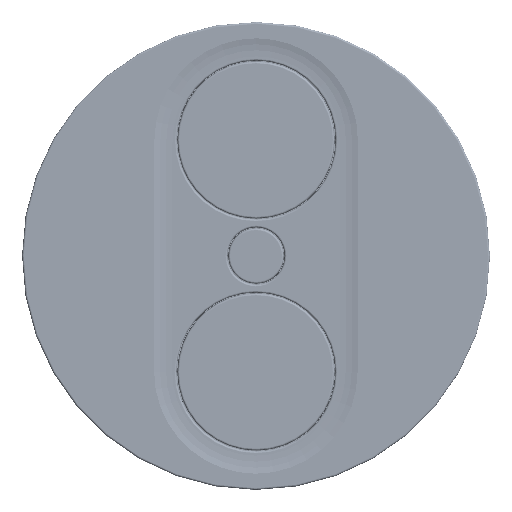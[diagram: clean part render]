
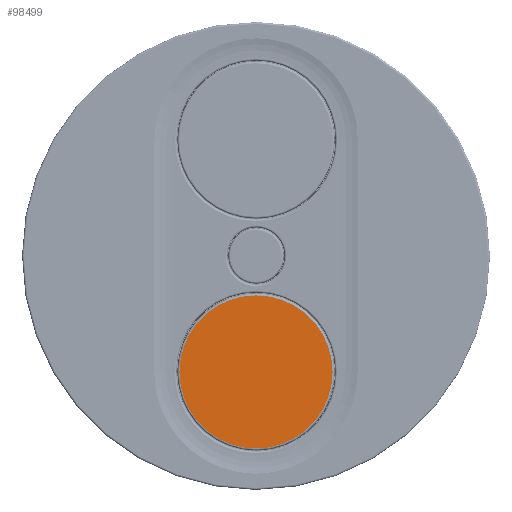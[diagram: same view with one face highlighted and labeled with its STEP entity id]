
A CAD part, top view. The second image highlights one B-rep face of the part: STEP entity #98499.
In plain terms, the highlighted planar face has unit normal (0, 0, 1).
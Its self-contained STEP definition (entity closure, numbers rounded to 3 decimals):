
#2327=PLANE('',#105858);
#24150=FACE_OUTER_BOUND('',#29583,.T.);
#29583=EDGE_LOOP('',(#77455));
#34274=CIRCLE('',#105847,18.813);
#43165=VERTEX_POINT('',#166602);
#55160=EDGE_CURVE('',#43165,#43165,#34274,.T.);
#77455=ORIENTED_EDGE('',*,*,#55160,.F.);
#98499=ADVANCED_FACE('',(#24150),#2327,.T.);
#105847=AXIS2_PLACEMENT_3D('',#166603,#124121,#124122);
#105858=AXIS2_PLACEMENT_3D('',#166740,#124146,#124147);
#124121=DIRECTION('center_axis',(0.,0.,-1.));
#124122=DIRECTION('ref_axis',(0.,-1.,0.));
#124146=DIRECTION('center_axis',(0.,0.,1.));
#124147=DIRECTION('ref_axis',(0.,1.,0.));
#166602=CARTESIAN_POINT('',(0.,-47.313,44.15));
#166603=CARTESIAN_POINT('Origin',(0.,-28.5,44.15));
#166740=CARTESIAN_POINT('Origin',(0.,-28.5,44.15));
